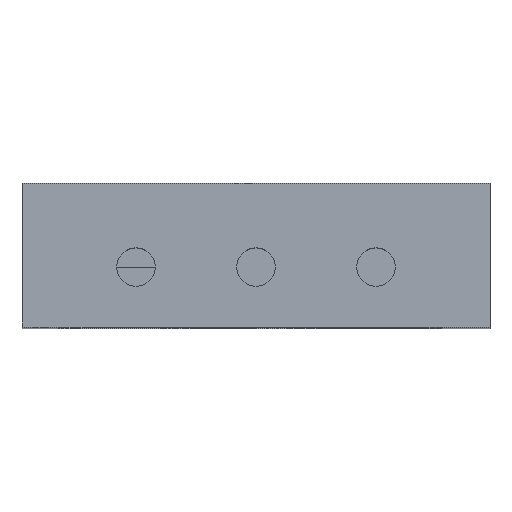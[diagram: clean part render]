
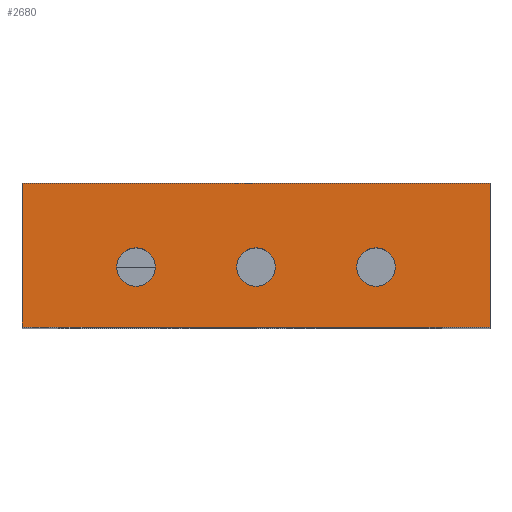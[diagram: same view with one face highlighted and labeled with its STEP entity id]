
A CAD part, top view. The second image highlights one B-rep face of the part: STEP entity #2680.
In plain terms, the highlighted planar face has unit normal (0, 0, 1).
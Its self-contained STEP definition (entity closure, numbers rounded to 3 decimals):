
#47 = DIRECTION ( 'NONE',  ( 1., 0., 0. ) ) ;
#51 = EDGE_CURVE ( 'NONE', #1842, #3517, #4097, .T. ) ;
#153 = DIRECTION ( 'NONE',  ( 0., 0., 1. ) ) ;
#157 = CARTESIAN_POINT ( 'NONE',  ( -39., 20., 92.5 ) ) ;
#263 = CARTESIAN_POINT ( 'NONE',  ( 39., 20., 92.5 ) ) ;
#289 = ORIENTED_EDGE ( 'NONE', *, *, #3122, .F. ) ;
#300 = CARTESIAN_POINT ( 'NONE',  ( 0., 10., 92.5 ) ) ;
#327 = EDGE_CURVE ( 'NONE', #2593, #3265, #4144, .T. ) ;
#494 = DIRECTION ( 'NONE',  ( 0., 0., 1. ) ) ;
#517 = CIRCLE ( 'NONE', #2662, 3.2 ) ;
#585 = DIRECTION ( 'NONE',  ( 0., -1., 0. ) ) ;
#760 = FACE_OUTER_BOUND ( 'NONE', #1018, .T. ) ;
#939 = EDGE_LOOP ( 'NONE', ( #1071, #1680 ) ) ;
#981 = AXIS2_PLACEMENT_3D ( 'NONE', #2196, #2826, #1520 ) ;
#989 = ORIENTED_EDGE ( 'NONE', *, *, #3309, .T. ) ;
#1018 = EDGE_LOOP ( 'NONE', ( #989, #1113, #3521, #289 ) ) ;
#1021 = EDGE_CURVE ( 'NONE', #2136, #2404, #3219, .T. ) ;
#1048 = VECTOR ( 'NONE', #3609, 1000. ) ;
#1071 = ORIENTED_EDGE ( 'NONE', *, *, #51, .F. ) ;
#1113 = ORIENTED_EDGE ( 'NONE', *, *, #2420, .T. ) ;
#1115 = CARTESIAN_POINT ( 'NONE',  ( -20., 13.2, 92.5 ) ) ;
#1175 = VERTEX_POINT ( 'NONE', #4030 ) ;
#1185 = CARTESIAN_POINT ( 'NONE',  ( -39., 20., 92.5 ) ) ;
#1212 = DIRECTION ( 'NONE',  ( 1., 0., 0. ) ) ;
#1271 = AXIS2_PLACEMENT_3D ( 'NONE', #300, #2554, #1644 ) ;
#1357 = DIRECTION ( 'NONE',  ( 0., 0., 1. ) ) ;
#1406 = EDGE_CURVE ( 'NONE', #1737, #1175, #517, .T. ) ;
#1450 = FACE_BOUND ( 'NONE', #3599, .T. ) ;
#1467 = ORIENTED_EDGE ( 'NONE', *, *, #327, .F. ) ;
#1520 = DIRECTION ( 'NONE',  ( 1., 0., 0. ) ) ;
#1532 = DIRECTION ( 'NONE',  ( 1., 0., 0. ) ) ;
#1644 = DIRECTION ( 'NONE',  ( 1., 0., 0. ) ) ;
#1680 = ORIENTED_EDGE ( 'NONE', *, *, #3450, .F. ) ;
#1714 = VERTEX_POINT ( 'NONE', #2783 ) ;
#1737 = VERTEX_POINT ( 'NONE', #1115 ) ;
#1793 = CARTESIAN_POINT ( 'NONE',  ( 0., 10., 92.5 ) ) ;
#1842 = VERTEX_POINT ( 'NONE', #1935 ) ;
#1843 = PLANE ( 'NONE',  #2785 ) ;
#1844 = LINE ( 'NONE', #157, #2450 ) ;
#1895 = CARTESIAN_POINT ( 'NONE',  ( -39., 24., 92.5 ) ) ;
#1935 = CARTESIAN_POINT ( 'NONE',  ( 0., 13.2, 92.5 ) ) ;
#2081 = FACE_BOUND ( 'NONE', #2570, .T. ) ;
#2136 = VERTEX_POINT ( 'NONE', #3093 ) ;
#2170 = DIRECTION ( 'NONE',  ( 0., -1., 0. ) ) ;
#2196 = CARTESIAN_POINT ( 'NONE',  ( 20., 10., 92.5 ) ) ;
#2217 = DIRECTION ( 'NONE',  ( 1., 0., 0. ) ) ;
#2328 = EDGE_CURVE ( 'NONE', #3265, #2593, #3467, .T. ) ;
#2346 = ORIENTED_EDGE ( 'NONE', *, *, #2328, .F. ) ;
#2404 = VERTEX_POINT ( 'NONE', #4120 ) ;
#2420 = EDGE_CURVE ( 'NONE', #1714, #2404, #4229, .T. ) ;
#2421 = DIRECTION ( 'NONE',  ( 1., 0., 0. ) ) ;
#2440 = VECTOR ( 'NONE', #2217, 1000. ) ;
#2450 = VECTOR ( 'NONE', #2170, 1000. ) ;
#2554 = DIRECTION ( 'NONE',  ( 0., 0., 1. ) ) ;
#2570 = EDGE_LOOP ( 'NONE', ( #1467, #2346 ) ) ;
#2593 = VERTEX_POINT ( 'NONE', #4035 ) ;
#2647 = AXIS2_PLACEMENT_3D ( 'NONE', #2939, #1357, #47 ) ;
#2662 = AXIS2_PLACEMENT_3D ( 'NONE', #4067, #153, #3453 ) ;
#2680 = ADVANCED_FACE ( 'NONE', ( #760, #2081, #3087, #1450 ), #1843, .T. ) ;
#2783 = CARTESIAN_POINT ( 'NONE',  ( -39., 0., 92.5 ) ) ;
#2785 = AXIS2_PLACEMENT_3D ( 'NONE', #1185, #3220, #1532 ) ;
#2793 = EDGE_CURVE ( 'NONE', #1175, #1737, #3398, .T. ) ;
#2826 = DIRECTION ( 'NONE',  ( 0., 0., 1. ) ) ;
#2847 = CARTESIAN_POINT ( 'NONE',  ( -39., 24., 92.5 ) ) ;
#2939 = CARTESIAN_POINT ( 'NONE',  ( 20., 10., 92.5 ) ) ;
#2954 = CARTESIAN_POINT ( 'NONE',  ( -39., 0., 92.5 ) ) ;
#2958 = ORIENTED_EDGE ( 'NONE', *, *, #2793, .F. ) ;
#3087 = FACE_BOUND ( 'NONE', #939, .T. ) ;
#3093 = CARTESIAN_POINT ( 'NONE',  ( 39., 24., 92.5 ) ) ;
#3122 = EDGE_CURVE ( 'NONE', #3188, #2136, #3403, .T. ) ;
#3188 = VERTEX_POINT ( 'NONE', #1895 ) ;
#3219 = LINE ( 'NONE', #263, #3739 ) ;
#3220 = DIRECTION ( 'NONE',  ( 0., 0., 1. ) ) ;
#3265 = VERTEX_POINT ( 'NONE', #3438 ) ;
#3283 = AXIS2_PLACEMENT_3D ( 'NONE', #1793, #4089, #2421 ) ;
#3309 = EDGE_CURVE ( 'NONE', #3188, #1714, #1844, .T. ) ;
#3398 = CIRCLE ( 'NONE', #3531, 3.2 ) ;
#3403 = LINE ( 'NONE', #2847, #2440 ) ;
#3438 = CARTESIAN_POINT ( 'NONE',  ( 20., 6.8, 92.5 ) ) ;
#3450 = EDGE_CURVE ( 'NONE', #3517, #1842, #3612, .T. ) ;
#3453 = DIRECTION ( 'NONE',  ( 1., 0., 0. ) ) ;
#3456 = CARTESIAN_POINT ( 'NONE',  ( -20., 10., 92.5 ) ) ;
#3467 = CIRCLE ( 'NONE', #981, 3.2 ) ;
#3517 = VERTEX_POINT ( 'NONE', #4048 ) ;
#3521 = ORIENTED_EDGE ( 'NONE', *, *, #1021, .F. ) ;
#3531 = AXIS2_PLACEMENT_3D ( 'NONE', #3456, #494, #1212 ) ;
#3599 = EDGE_LOOP ( 'NONE', ( #4115, #2958 ) ) ;
#3609 = DIRECTION ( 'NONE',  ( 1., 0., 0. ) ) ;
#3612 = CIRCLE ( 'NONE', #1271, 3.2 ) ;
#3739 = VECTOR ( 'NONE', #585, 1000. ) ;
#4030 = CARTESIAN_POINT ( 'NONE',  ( -20., 6.8, 92.5 ) ) ;
#4035 = CARTESIAN_POINT ( 'NONE',  ( 20., 13.2, 92.5 ) ) ;
#4048 = CARTESIAN_POINT ( 'NONE',  ( 0., 6.8, 92.5 ) ) ;
#4067 = CARTESIAN_POINT ( 'NONE',  ( -20., 10., 92.5 ) ) ;
#4089 = DIRECTION ( 'NONE',  ( 0., 0., 1. ) ) ;
#4097 = CIRCLE ( 'NONE', #3283, 3.2 ) ;
#4115 = ORIENTED_EDGE ( 'NONE', *, *, #1406, .F. ) ;
#4120 = CARTESIAN_POINT ( 'NONE',  ( 39., 0., 92.5 ) ) ;
#4144 = CIRCLE ( 'NONE', #2647, 3.2 ) ;
#4229 = LINE ( 'NONE', #2954, #1048 ) ;
